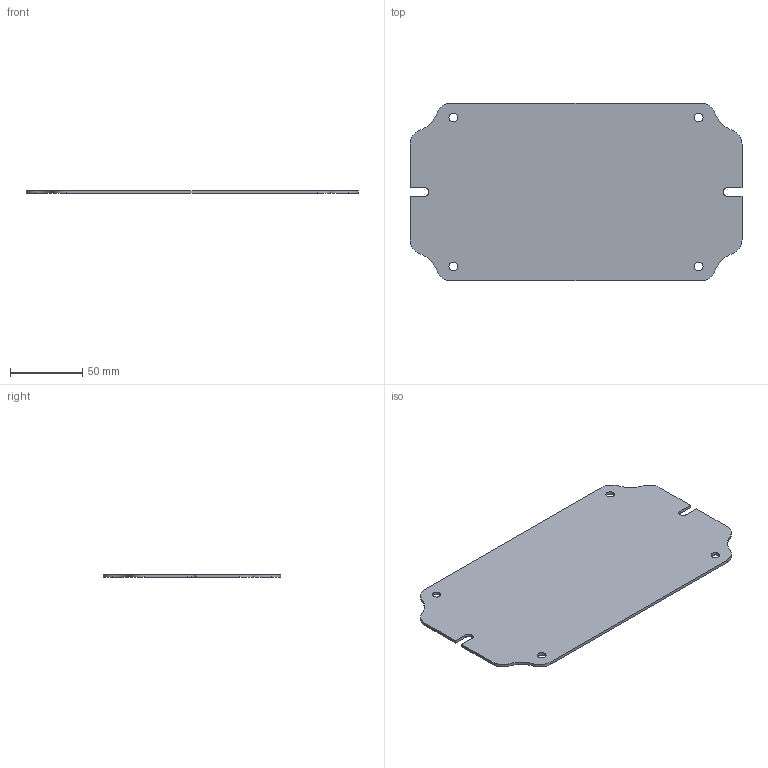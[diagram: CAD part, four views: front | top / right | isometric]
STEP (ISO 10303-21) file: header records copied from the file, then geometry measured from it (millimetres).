
FILE_DESCRIPTION (( 'STEP AP203' ), '1' );
FILE_NAME ('MP-7003.step', '2009-09-16T06:49:19', ( 'Herr Bloch' ), ( '' ), 'SwSTEP 2.0', 'SolidWorks 2007', '' );
FILE_SCHEMA (( 'CONFIG_CONTROL_DESIGN' ));
Length unit declared in the file: millimetre
Products named in the file (1): MP-7003
Bounding box: 230 x 123 x 2 mm (x, y, z)
Volume: 53353.5 mm3; surface area: 54897 mm2
Topology: 1 solids, 1 shells, 35 faces, 99 edges, 66 vertices
Faces by surface type: cylinder 23, plane 12
Entity records: 1252 total; most frequent: DIRECTION 217, CARTESIAN_POINT 201, ORIENTED_EDGE 198, EDGE_CURVE 99, AXIS2_PLACEMENT_3D 82, VERTEX_POINT 66, VECTOR 53, LINE 53
